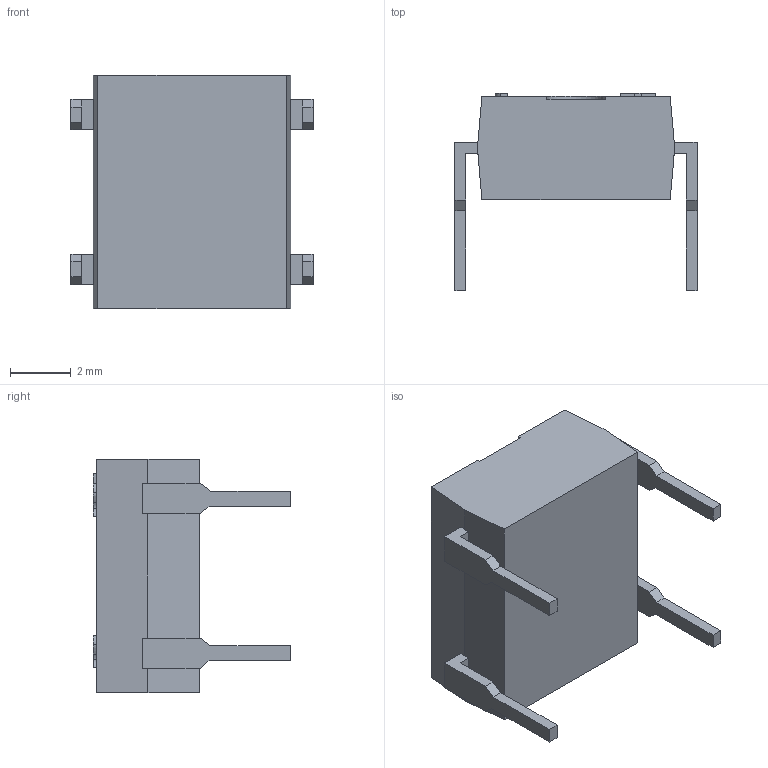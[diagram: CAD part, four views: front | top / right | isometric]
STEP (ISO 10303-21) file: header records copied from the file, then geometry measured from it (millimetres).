
FILE_DESCRIPTION (( 'STEP AP214' ), '1' );
FILE_NAME ('8200473F-DA86-43CC-8C67-CCEDE63FB06C.STEP', '2008-07-10T07:06:01', ( 'Solidworks' ), ( 'Solidworks' ), 'SwSTEP 2.0', 'SolidWorks 2008', '' );
FILE_SCHEMA (( 'AUTOMOTIVE_DESIGN' ));
Length unit declared in the file: millimetre
Products named in the file (1): 8200473F-DA86-43CC-8C67-CCEDE63FB06C
Bounding box: 7.98 x 6.5 x 7.7 mm (x, y, z)
Volume: 171.8 mm3; surface area: 238.3 mm2
Topology: 1 solids, 1 shells, 92 faces, 258 edges, 172 vertices
Faces by surface type: plane 77, bspline 14, cylinder 1
Entity records: 3943 total; most frequent: CARTESIAN_POINT 1241, ORIENTED_EDGE 516, DIRECTION 390, EDGE_CURVE 258, LINE 228, VECTOR 228, VERTEX_POINT 172, EDGE_LOOP 96
